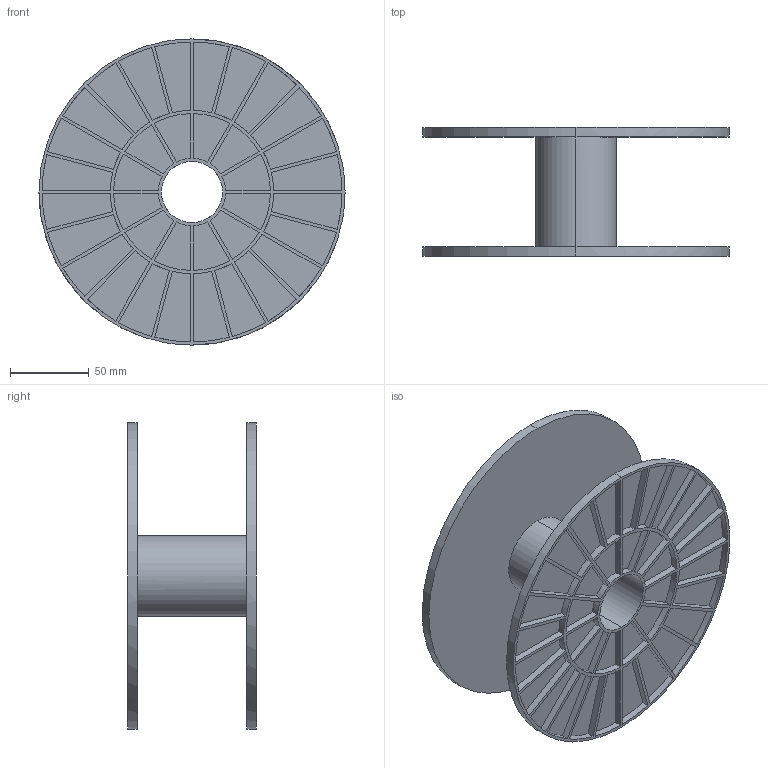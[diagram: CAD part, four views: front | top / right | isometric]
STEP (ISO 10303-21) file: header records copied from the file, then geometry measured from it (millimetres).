
FILE_DESCRIPTION(('FreeCAD Model'),'2;1');
FILE_NAME('Spool Formfutura.stp','2016-01-27T22:40:51',('FreeCAD'),('FreeCAD'), 'Open CASCADE STEP processor 6.8','FreeCAD','Unknown');
FILE_SCHEMA(('AUTOMOTIVE_DESIGN_CC2 { 1 2 10303 214 -1 1 5 4 }'));
Products named in the file (1): Open CASCADE STEP translator 6.8 107
Bounding box: 195 x 82 x 195 mm (x, y, z)
Volume: 189298.2 mm3; surface area: 177664.8 mm2
Topology: 1 solids, 1 shells, 372 faces, 904 edges, 608 vertices
Faces by surface type: plane 220, bspline 152
Entity records: 35994 total; most frequent: CARTESIAN_POINT 23917, B_SPLINE_CURVE_WITH_KNOTS 2072, ORIENTED_EDGE 1808, PCURVE 1808, DEFINITIONAL_REPRESENTATION 1808, EDGE_CURVE 904, SURFACE_CURVE 904, VERTEX_POINT 608
